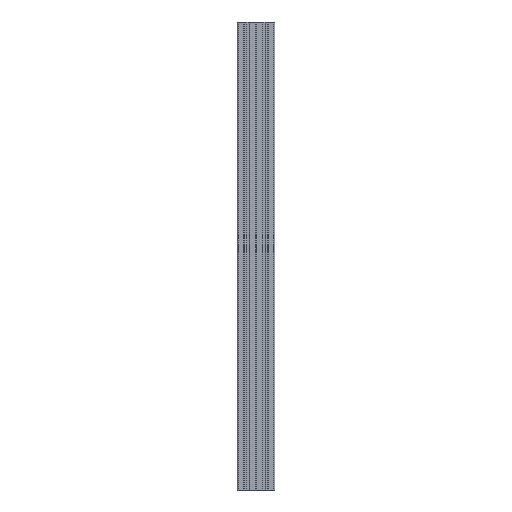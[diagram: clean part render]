
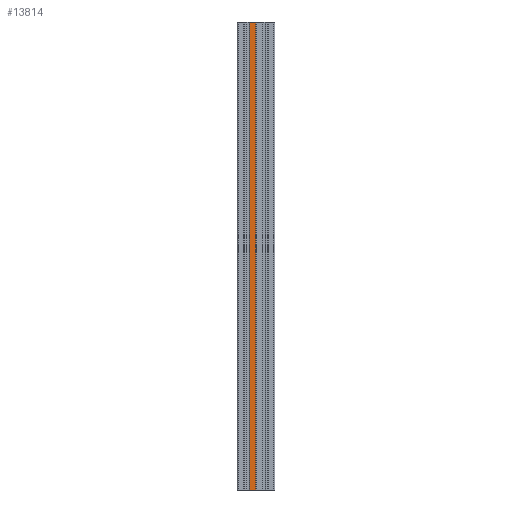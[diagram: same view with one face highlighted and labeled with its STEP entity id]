
A CAD part, left-side view. The second image highlights one B-rep face of the part: STEP entity #13814.
In plain terms, the highlighted planar face has unit normal (-1, 0, 0).
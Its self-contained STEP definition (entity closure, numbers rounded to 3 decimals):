
#649 = CARTESIAN_POINT ( 'NONE',  ( -20., -19.55, -1006.157 ) ) ;
#1306 = ORIENTED_EDGE ( 'NONE', *, *, #3032, .T. ) ;
#2480 = DIRECTION ( 'NONE',  ( 0., 0., -1. ) ) ;
#2750 = ORIENTED_EDGE ( 'NONE', *, *, #5394, .T. ) ;
#2799 = VERTEX_POINT ( 'NONE', #5859 ) ;
#3032 = EDGE_CURVE ( 'NONE', #9592, #2799, #14042, .T. ) ;
#3277 = VECTOR ( 'NONE', #9945, 1000. ) ;
#3741 = CARTESIAN_POINT ( 'NONE',  ( -20., -6.325, -1000. ) ) ;
#3799 = CARTESIAN_POINT ( 'NONE',  ( -20., -5.1, -1028.284 ) ) ;
#4593 = EDGE_CURVE ( 'NONE', #2799, #4702, #14254, .T. ) ;
#4699 = DIRECTION ( 'NONE',  ( 0., 0., 1. ) ) ;
#4702 = VERTEX_POINT ( 'NONE', #15867 ) ;
#4853 = CARTESIAN_POINT ( 'NONE',  ( -20., -5.1, -1000. ) ) ;
#5062 = FACE_OUTER_BOUND ( 'NONE', #8293, .T. ) ;
#5394 = EDGE_CURVE ( 'NONE', #4702, #16173, #9701, .T. ) ;
#5408 = VECTOR ( 'NONE', #15236, 1000. ) ;
#5594 = AXIS2_PLACEMENT_3D ( 'NONE', #3799, #12860, #8971 ) ;
#5731 = LINE ( 'NONE', #649, #13946 ) ;
#5859 = CARTESIAN_POINT ( 'NONE',  ( -20., -6.325, 0. ) ) ;
#6946 = ORIENTED_EDGE ( 'NONE', *, *, #12865, .T. ) ;
#8293 = EDGE_LOOP ( 'NONE', ( #1306, #9182, #2750, #6946 ) ) ;
#8971 = DIRECTION ( 'NONE',  ( 0., 1., 0. ) ) ;
#9182 = ORIENTED_EDGE ( 'NONE', *, *, #4593, .T. ) ;
#9592 = VERTEX_POINT ( 'NONE', #13712 ) ;
#9701 = LINE ( 'NONE', #4853, #3277 ) ;
#9893 = CARTESIAN_POINT ( 'NONE',  ( -20., -5.1, 0. ) ) ;
#9945 = DIRECTION ( 'NONE',  ( 0., -1., 0. ) ) ;
#10240 = PLANE ( 'NONE',  #5594 ) ;
#12860 = DIRECTION ( 'NONE',  ( -1., 0., 0. ) ) ;
#12865 = EDGE_CURVE ( 'NONE', #16173, #9592, #5731, .T. ) ;
#13240 = CARTESIAN_POINT ( 'NONE',  ( -20., -19.55, -1000. ) ) ;
#13712 = CARTESIAN_POINT ( 'NONE',  ( -20., -19.55, 0. ) ) ;
#13814 = ADVANCED_FACE ( 'NONE', ( #5062 ), #10240, .T. ) ;
#13946 = VECTOR ( 'NONE', #4699, 1000. ) ;
#14042 = LINE ( 'NONE', #9893, #5408 ) ;
#14254 = LINE ( 'NONE', #3741, #14282 ) ;
#14282 = VECTOR ( 'NONE', #2480, 1000. ) ;
#15236 = DIRECTION ( 'NONE',  ( 0., 1., 0. ) ) ;
#15867 = CARTESIAN_POINT ( 'NONE',  ( -20., -6.325, -1000. ) ) ;
#16173 = VERTEX_POINT ( 'NONE', #13240 ) ;
